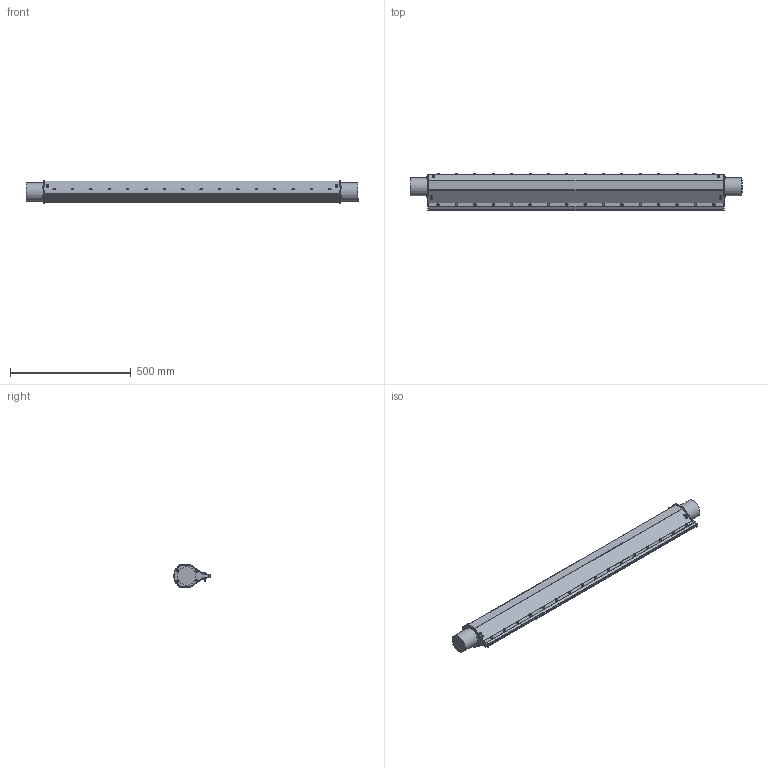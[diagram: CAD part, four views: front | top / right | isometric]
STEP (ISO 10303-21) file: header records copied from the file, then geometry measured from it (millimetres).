
FILE_DESCRIPTION(/* description */ (''),/* implementation_level */ '2;1');
FILE_NAME(/* name */ 'KAB1xxx48 DUMMY.stp',/* time_stamp */ '2018-02-20T10:35:10-05:00',/* author */ ('James'),/* organization */ (''),/* preprocessor_version */ 'ST-DEVELOPER v16.5',/* originating_system */ 'Autodesk Inventor 2017',/* authorisation */ '');
FILE_SCHEMA (('AUTOMOTIVE_DESIGN { 1 0 10303 214 3 1 1 }'));
Products named in the file (1): KAB1xxx48 DUMMY
Bounding box: 1376.38 x 153.76 x 96.52 mm (x, y, z)
Volume: 10739085.4 mm3; surface area: 553213.1 mm2
Topology: 1 solids, 1 shells, 899 faces, 1918 edges, 1228 vertices
Faces by surface type: plane 368, cone 240, cylinder 207, sphere 36, bspline 32, torus 16
Full cylindrical faces by diameter (mm): 7.6 x8, 8.5 x16, 9 x8, 9.5 x12, 10 x32, 10.135 x16, 10.5 x16, 11 x28, 76.2 x2
Entity records: 70091 total; most frequent: CARTESIAN_POINT 52499, DIRECTION 3578, ORIENTED_EDGE 3264, EDGE_CURVE 1632, AXIS2_PLACEMENT_3D 1590, EDGE_LOOP 1308, VERTEX_POINT 1144, FACE_OUTER_BOUND 899
